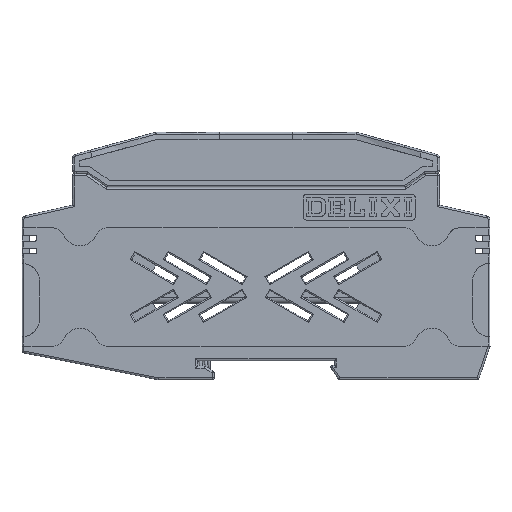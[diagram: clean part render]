
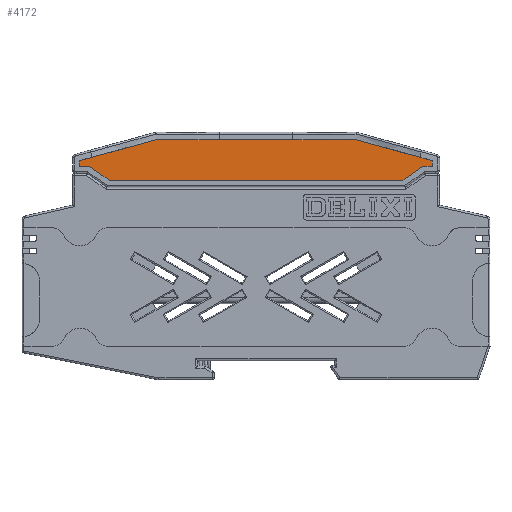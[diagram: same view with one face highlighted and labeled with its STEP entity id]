
A CAD part, front view. The second image highlights one B-rep face of the part: STEP entity #4172.
In plain terms, the highlighted planar face has unit normal (0, -1, 0).
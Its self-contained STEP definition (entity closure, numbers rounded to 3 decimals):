
#4172=ADVANCED_FACE('',(#7571),#5622,.T.);
#5622=PLANE('',#41304);
#7571=FACE_OUTER_BOUND('',#9750,.T.);
#9750=EDGE_LOOP('',(#20804,#20805,#20806,#20807,#20808,#20809,#20810,#20811,
#20812,#20813,#20814,#20815,#20816,#20817,#20818));
#20804=ORIENTED_EDGE('',*,*,#29219,.T.);
#20805=ORIENTED_EDGE('',*,*,#29227,.T.);
#20806=ORIENTED_EDGE('',*,*,#29229,.T.);
#20807=ORIENTED_EDGE('',*,*,#29231,.T.);
#20808=ORIENTED_EDGE('',*,*,#29588,.T.);
#20809=ORIENTED_EDGE('',*,*,#29584,.T.);
#20810=ORIENTED_EDGE('',*,*,#29589,.T.);
#20811=ORIENTED_EDGE('',*,*,#29580,.T.);
#20812=ORIENTED_EDGE('',*,*,#29577,.T.);
#20813=ORIENTED_EDGE('',*,*,#29579,.T.);
#20814=ORIENTED_EDGE('',*,*,#29209,.T.);
#20815=ORIENTED_EDGE('',*,*,#29207,.T.);
#20816=ORIENTED_EDGE('',*,*,#29211,.T.);
#20817=ORIENTED_EDGE('',*,*,#29204,.T.);
#20818=ORIENTED_EDGE('',*,*,#29196,.T.);
#23951=VERTEX_POINT('',#66496);
#23952=VERTEX_POINT('',#66498);
#23957=VERTEX_POINT('',#66513);
#23958=VERTEX_POINT('',#66517);
#23959=VERTEX_POINT('',#66519);
#23961=VERTEX_POINT('',#66528);
#23967=VERTEX_POINT('',#66573);
#23973=VERTEX_POINT('',#66616);
#23974=VERTEX_POINT('',#66620);
#23975=VERTEX_POINT('',#66625);
#24237=VERTEX_POINT('',#67700);
#24238=VERTEX_POINT('',#67702);
#24239=VERTEX_POINT('',#67709);
#24240=VERTEX_POINT('',#67733);
#24241=VERTEX_POINT('',#67735);
#29196=EDGE_CURVE('',#23951,#23952,#33714,.T.);
#29204=EDGE_CURVE('',#23957,#23951,#33722,.T.);
#29207=EDGE_CURVE('',#23958,#23959,#33725,.T.);
#29209=EDGE_CURVE('',#23961,#23958,#33726,.T.);
#29211=EDGE_CURVE('',#23959,#23957,#33728,.T.);
#29219=EDGE_CURVE('',#23952,#23967,#33730,.T.);
#29227=EDGE_CURVE('',#23967,#23973,#33732,.T.);
#29229=EDGE_CURVE('',#23973,#23974,#33734,.T.);
#29231=EDGE_CURVE('',#23974,#23975,#33735,.T.);
#29577=EDGE_CURVE('',#24238,#24237,#34003,.T.);
#29579=EDGE_CURVE('',#24237,#23961,#34004,.T.);
#29580=EDGE_CURVE('',#24239,#24238,#34005,.T.);
#29584=EDGE_CURVE('',#24241,#24240,#34006,.T.);
#29588=EDGE_CURVE('',#23975,#24241,#34007,.T.);
#29589=EDGE_CURVE('',#24240,#24239,#34008,.T.);
#33714=LINE('',#66499,#38058);
#33722=LINE('',#66514,#38066);
#33725=LINE('',#66520,#38069);
#33726=LINE('',#66527,#38070);
#33728=LINE('',#66531,#38072);
#33730=LINE('',#66574,#38074);
#33732=LINE('',#66617,#38076);
#33734=LINE('',#66621,#38078);
#33735=LINE('',#66626,#38079);
#34003=LINE('',#67701,#38347);
#34004=LINE('',#67706,#38348);
#34005=LINE('',#67708,#38349);
#34006=LINE('',#67734,#38350);
#34007=LINE('',#67779,#38351);
#34008=LINE('',#67781,#38352);
#38058=VECTOR('',#49667,1.);
#38066=VECTOR('',#49679,1.);
#38069=VECTOR('',#49684,1.);
#38070=VECTOR('',#49687,1.);
#38072=VECTOR('',#49691,1.);
#38074=VECTOR('',#49695,1.);
#38076=VECTOR('',#49699,1.);
#38078=VECTOR('',#49703,1.);
#38079=VECTOR('',#49706,1.);
#38347=VECTOR('',#50130,1.);
#38348=VECTOR('',#50133,1.);
#38349=VECTOR('',#50136,1.);
#38350=VECTOR('',#50139,1.);
#38351=VECTOR('',#50142,1.);
#38352=VECTOR('',#50145,1.);
#41304=AXIS2_PLACEMENT_3D('',#69094,#50938,#50939);
#49667=DIRECTION('',(1.,0.,0.));
#49679=DIRECTION('',(0.82,0.,-0.572));
#49684=DIRECTION('',(0.,0.,-1.));
#49687=DIRECTION('',(-0.964,0.,-0.265));
#49691=DIRECTION('',(1.,0.,0.));
#49695=DIRECTION('',(0.82,0.,0.572));
#49699=DIRECTION('',(1.,0.,0.));
#49703=DIRECTION('',(0.,0.,1.));
#49706=DIRECTION('',(-0.964,0.,0.265));
#50130=DIRECTION('',(-0.964,0.,-0.265));
#50133=DIRECTION('',(-0.504,0.,0.863));
#50136=DIRECTION('',(-1.,0.,0.));
#50139=DIRECTION('',(-1.,0.,0.));
#50142=DIRECTION('',(-0.964,0.,0.265));
#50145=DIRECTION('',(-1.,0.,0.));
#50938=DIRECTION('',(0.,-1.,0.));
#50939=DIRECTION('',(-1.,0.,0.));
#66496=CARTESIAN_POINT('',(-146.276,31.407,28.546));
#66498=CARTESIAN_POINT('',(-66.534,31.407,28.546));
#66499=CARTESIAN_POINT('',(-106.405,31.407,28.546));
#66513=CARTESIAN_POINT('',(-151.576,31.407,32.246));
#66514=CARTESIAN_POINT('',(-148.926,31.407,30.396));
#66517=CARTESIAN_POINT('',(-154.324,31.407,33.804));
#66519=CARTESIAN_POINT('',(-154.324,31.407,32.246));
#66520=CARTESIAN_POINT('',(-154.324,31.407,33.025));
#66527=CARTESIAN_POINT('',(-151.83,31.407,34.491));
#66528=CARTESIAN_POINT('',(-149.335,31.407,35.177));
#66531=CARTESIAN_POINT('',(-152.95,31.407,32.246));
#66573=CARTESIAN_POINT('',(-61.234,31.407,32.246));
#66574=CARTESIAN_POINT('',(-63.884,31.407,30.396));
#66616=CARTESIAN_POINT('',(-58.542,31.407,32.246));
#66617=CARTESIAN_POINT('',(-59.888,31.407,32.246));
#66620=CARTESIAN_POINT('',(-58.542,31.407,33.804));
#66621=CARTESIAN_POINT('',(-58.542,31.407,33.025));
#66625=CARTESIAN_POINT('',(-63.53,31.407,35.177));
#66626=CARTESIAN_POINT('',(-61.036,31.407,34.491));
#67700=CARTESIAN_POINT('',(-149.328,31.407,35.163));
#67701=CARTESIAN_POINT('',(-141.361,31.407,37.355));
#67702=CARTESIAN_POINT('',(-133.394,31.407,39.546));
#67706=CARTESIAN_POINT('',(-149.331,31.407,35.17));
#67708=CARTESIAN_POINT('',(-124.9,31.407,39.546));
#67709=CARTESIAN_POINT('',(-116.405,31.407,39.546));
#67733=CARTESIAN_POINT('',(-96.405,31.407,39.546));
#67734=CARTESIAN_POINT('',(-87.91,31.407,39.546));
#67735=CARTESIAN_POINT('',(-79.415,31.407,39.546));
#67779=CARTESIAN_POINT('',(-71.473,31.407,37.361));
#67781=CARTESIAN_POINT('',(-106.405,31.407,39.546));
#69094=CARTESIAN_POINT('',(-116.234,31.407,32.251));
